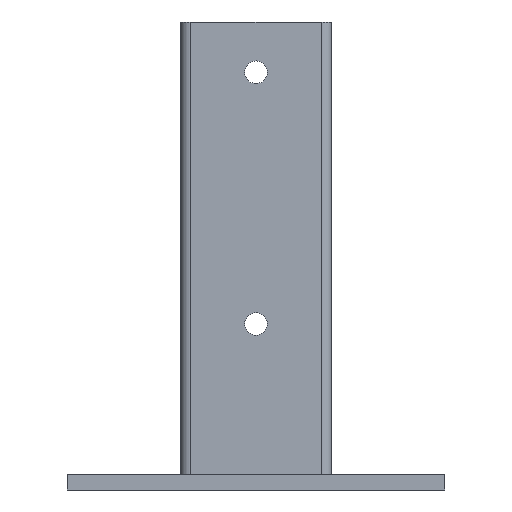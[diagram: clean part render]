
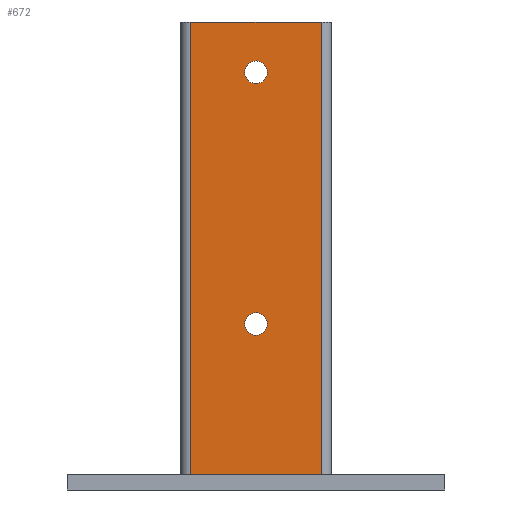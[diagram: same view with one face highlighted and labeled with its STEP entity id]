
A CAD part, left-side view. The second image highlights one B-rep face of the part: STEP entity #672.
In plain terms, the highlighted planar face has unit normal (-1, 0, 0).
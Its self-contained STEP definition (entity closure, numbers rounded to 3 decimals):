
#9 = AXIS2_PLACEMENT_3D ( 'NONE', #432, #433, #434 ) ;
#23 = VERTEX_POINT ( 'NONE', #35 ) ;
#25 = VERTEX_POINT ( 'NONE', #37 ) ;
#35 = CARTESIAN_POINT ( 'NONE',  ( -30., 26., 180. ) ) ;
#37 = CARTESIAN_POINT ( 'NONE',  ( -30., -26., 0. ) ) ;
#170 = CARTESIAN_POINT ( 'NONE',  ( -30., 26., 90. ) ) ;
#171 = DIRECTION ( 'NONE',  ( 0., 0., -1. ) ) ;
#192 = CARTESIAN_POINT ( 'NONE',  ( -30., -26., 90. ) ) ;
#193 = DIRECTION ( 'NONE',  ( 0., 0., 1. ) ) ;
#194 = CARTESIAN_POINT ( 'NONE',  ( -30., 0., 180. ) ) ;
#195 = DIRECTION ( 'NONE',  ( 0., -1., 0. ) ) ;
#235 = CARTESIAN_POINT ( 'NONE',  ( -30., 0., 160. ) ) ;
#237 = DIRECTION ( 'NONE',  ( -1., 0., 0. ) ) ;
#238 = DIRECTION ( 'NONE',  ( 0., -1., 0. ) ) ;
#246 = CARTESIAN_POINT ( 'NONE',  ( -30., 0., 60. ) ) ;
#248 = DIRECTION ( 'NONE',  ( -1., 0., 0. ) ) ;
#250 = DIRECTION ( 'NONE',  ( 0., -1., 0. ) ) ;
#270 = CARTESIAN_POINT ( 'NONE',  ( -30., 0., 60. ) ) ;
#271 = DIRECTION ( 'NONE',  ( -1., 0., 0. ) ) ;
#272 = DIRECTION ( 'NONE',  ( 0., -1., 0. ) ) ;
#279 = EDGE_CURVE ( 'NONE', #1160, #1163, #937, .T. ) ;
#287 = AXIS2_PLACEMENT_3D ( 'NONE', #1428, #1470, #1471 ) ;
#320 = EDGE_CURVE ( 'NONE', #1159, #1162, #1044, .T. ) ;
#329 = EDGE_CURVE ( 'NONE', #1163, #1160, #1104, .T. ) ;
#331 = EDGE_CURVE ( 'NONE', #1162, #1159, #1106, .T. ) ;
#349 = EDGE_CURVE ( 'NONE', #23, #1549, #912, .T. ) ;
#359 = EDGE_CURVE ( 'NONE', #25, #1546, #1005, .T. ) ;
#360 = EDGE_CURVE ( 'NONE', #23, #1546, #1097, .T. ) ;
#379 = EDGE_CURVE ( 'NONE', #25, #1549, #1032, .T. ) ;
#413 = AXIS2_PLACEMENT_3D ( 'NONE', #270, #271, #272 ) ;
#415 = AXIS2_PLACEMENT_3D ( 'NONE', #235, #237, #238 ) ;
#417 = AXIS2_PLACEMENT_3D ( 'NONE', #246, #248, #250 ) ;
#431 = PLANE ( 'NONE',  #9 ) ;
#432 = CARTESIAN_POINT ( 'NONE',  ( -30., -26., 0. ) ) ;
#433 = DIRECTION ( 'NONE',  ( -1., 0., 0. ) ) ;
#434 = DIRECTION ( 'NONE',  ( 0., 0., 1. ) ) ;
#448 = CARTESIAN_POINT ( 'NONE',  ( -30., 4.5, 60. ) ) ;
#449 = CARTESIAN_POINT ( 'NONE',  ( -30., 4.5, 160. ) ) ;
#451 = CARTESIAN_POINT ( 'NONE',  ( -30., -4.5, 60. ) ) ;
#452 = CARTESIAN_POINT ( 'NONE',  ( -30., -4.5, 160. ) ) ;
#476 = CARTESIAN_POINT ( 'NONE',  ( -30., 26., 0. ) ) ;
#638 = CARTESIAN_POINT ( 'NONE',  ( -30., -26., 180. ) ) ;
#672 = ADVANCED_FACE ( 'NONE', ( #1263, #1293, #1294 ), #431, .T. ) ;
#696 = ORIENTED_EDGE ( 'NONE', *, *, #331, .F. ) ;
#697 = ORIENTED_EDGE ( 'NONE', *, *, #320, .F. ) ;
#698 = ORIENTED_EDGE ( 'NONE', *, *, #329, .F. ) ;
#699 = ORIENTED_EDGE ( 'NONE', *, *, #279, .F. ) ;
#700 = ORIENTED_EDGE ( 'NONE', *, *, #359, .T. ) ;
#701 = ORIENTED_EDGE ( 'NONE', *, *, #360, .F. ) ;
#702 = ORIENTED_EDGE ( 'NONE', *, *, #349, .T. ) ;
#703 = ORIENTED_EDGE ( 'NONE', *, *, #379, .F. ) ;
#794 = EDGE_LOOP ( 'NONE', ( #696, #697 ) ) ;
#795 = EDGE_LOOP ( 'NONE', ( #698, #699 ) ) ;
#796 = EDGE_LOOP ( 'NONE', ( #700, #701, #702, #703 ) ) ;
#910 = VECTOR ( 'NONE', #171, 1000. ) ;
#912 = LINE ( 'NONE', #170, #910 ) ;
#937 = CIRCLE ( 'NONE', #287, 4.5 ) ;
#1005 = LINE ( 'NONE', #192, #1101 ) ;
#1020 = VECTOR ( 'NONE', #1303, 1000. ) ;
#1032 = LINE ( 'NONE', #1302, #1020 ) ;
#1044 = CIRCLE ( 'NONE', #413, 4.5 ) ;
#1097 = LINE ( 'NONE', #194, #1100 ) ;
#1100 = VECTOR ( 'NONE', #195, 1000. ) ;
#1101 = VECTOR ( 'NONE', #193, 1000. ) ;
#1104 = CIRCLE ( 'NONE', #415, 4.5 ) ;
#1106 = CIRCLE ( 'NONE', #417, 4.5 ) ;
#1159 = VERTEX_POINT ( 'NONE', #448 ) ;
#1160 = VERTEX_POINT ( 'NONE', #449 ) ;
#1162 = VERTEX_POINT ( 'NONE', #451 ) ;
#1163 = VERTEX_POINT ( 'NONE', #452 ) ;
#1263 = FACE_BOUND ( 'NONE', #794, .T. ) ;
#1293 = FACE_BOUND ( 'NONE', #795, .T. ) ;
#1294 = FACE_OUTER_BOUND ( 'NONE', #796, .T. ) ;
#1302 = CARTESIAN_POINT ( 'NONE',  ( -30., 0., 0. ) ) ;
#1303 = DIRECTION ( 'NONE',  ( 0., 1., 0. ) ) ;
#1428 = CARTESIAN_POINT ( 'NONE',  ( -30., 0., 160. ) ) ;
#1470 = DIRECTION ( 'NONE',  ( -1., 0., 0. ) ) ;
#1471 = DIRECTION ( 'NONE',  ( 0., -1., 0. ) ) ;
#1546 = VERTEX_POINT ( 'NONE', #638 ) ;
#1549 = VERTEX_POINT ( 'NONE', #476 ) ;
